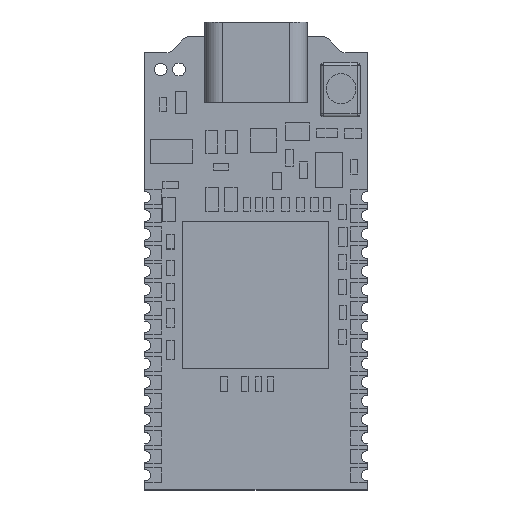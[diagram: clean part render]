
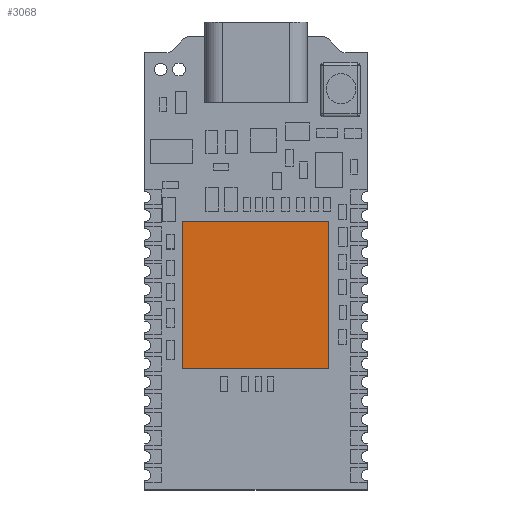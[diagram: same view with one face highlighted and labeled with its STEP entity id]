
A CAD part, top view. The second image highlights one B-rep face of the part: STEP entity #3068.
In plain terms, the highlighted planar face has unit normal (0, 0, 1).
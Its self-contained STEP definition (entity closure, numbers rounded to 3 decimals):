
#641 = DIRECTION ( 'NONE',  ( 0., -1., 0. ) ) ;
#1017 = VERTEX_POINT ( 'NONE', #5132 ) ;
#2145 = LINE ( 'NONE', #12167, #16950 ) ;
#2368 = EDGE_CURVE ( 'NONE', #16027, #13397, #12645, .T. ) ;
#2403 = ORIENTED_EDGE ( 'NONE', *, *, #2368, .F. ) ;
#3030 = CARTESIAN_POINT ( 'NONE',  ( 4.98, -6.661, 2. ) ) ;
#3068 = ADVANCED_FACE ( 'NONE', ( #17021 ), #17384, .T. ) ;
#3147 = EDGE_CURVE ( 'NONE', #13397, #1017, #2145, .T. ) ;
#4105 = ORIENTED_EDGE ( 'NONE', *, *, #3147, .F. ) ;
#4170 = AXIS2_PLACEMENT_3D ( 'NONE', #12831, #7342, #13115 ) ;
#4366 = DIRECTION ( 'NONE',  ( -1., 0., 0. ) ) ;
#5132 = CARTESIAN_POINT ( 'NONE',  ( -5.054, 3.439, 2. ) ) ;
#6068 = DIRECTION ( 'NONE',  ( 1., 0., 0. ) ) ;
#6440 = ORIENTED_EDGE ( 'NONE', *, *, #6805, .F. ) ;
#6805 = EDGE_CURVE ( 'NONE', #7110, #16027, #7678, .T. ) ;
#7110 = VERTEX_POINT ( 'NONE', #11402 ) ;
#7342 = DIRECTION ( 'NONE',  ( 0., 0., 1. ) ) ;
#7678 = LINE ( 'NONE', #9463, #12941 ) ;
#8297 = EDGE_LOOP ( 'NONE', ( #16171, #4105, #2403, #6440 ) ) ;
#8975 = CARTESIAN_POINT ( 'NONE',  ( 4.98, 3.439, 2. ) ) ;
#9307 = DIRECTION ( 'NONE',  ( 0., 1., 0. ) ) ;
#9463 = CARTESIAN_POINT ( 'NONE',  ( 4.98, -6.661, 2. ) ) ;
#10097 = VECTOR ( 'NONE', #4366, 1000. ) ;
#11312 = CARTESIAN_POINT ( 'NONE',  ( -5.054, -6.661, 2. ) ) ;
#11402 = CARTESIAN_POINT ( 'NONE',  ( 4.98, 3.439, 2. ) ) ;
#12167 = CARTESIAN_POINT ( 'NONE',  ( -5.054, 3.439, 2. ) ) ;
#12645 = LINE ( 'NONE', #18360, #10097 ) ;
#12831 = CARTESIAN_POINT ( 'NONE',  ( -0.037, -1.611, 2. ) ) ;
#12941 = VECTOR ( 'NONE', #641, 1000. ) ;
#13115 = DIRECTION ( 'NONE',  ( 1., 0., 0. ) ) ;
#13397 = VERTEX_POINT ( 'NONE', #11312 ) ;
#14605 = LINE ( 'NONE', #8975, #15036 ) ;
#15036 = VECTOR ( 'NONE', #6068, 1000. ) ;
#16027 = VERTEX_POINT ( 'NONE', #3030 ) ;
#16121 = EDGE_CURVE ( 'NONE', #1017, #7110, #14605, .T. ) ;
#16171 = ORIENTED_EDGE ( 'NONE', *, *, #16121, .F. ) ;
#16950 = VECTOR ( 'NONE', #9307, 1000. ) ;
#17021 = FACE_OUTER_BOUND ( 'NONE', #8297, .T. ) ;
#17384 = PLANE ( 'NONE',  #4170 ) ;
#18360 = CARTESIAN_POINT ( 'NONE',  ( -5.054, -6.661, 2. ) ) ;
